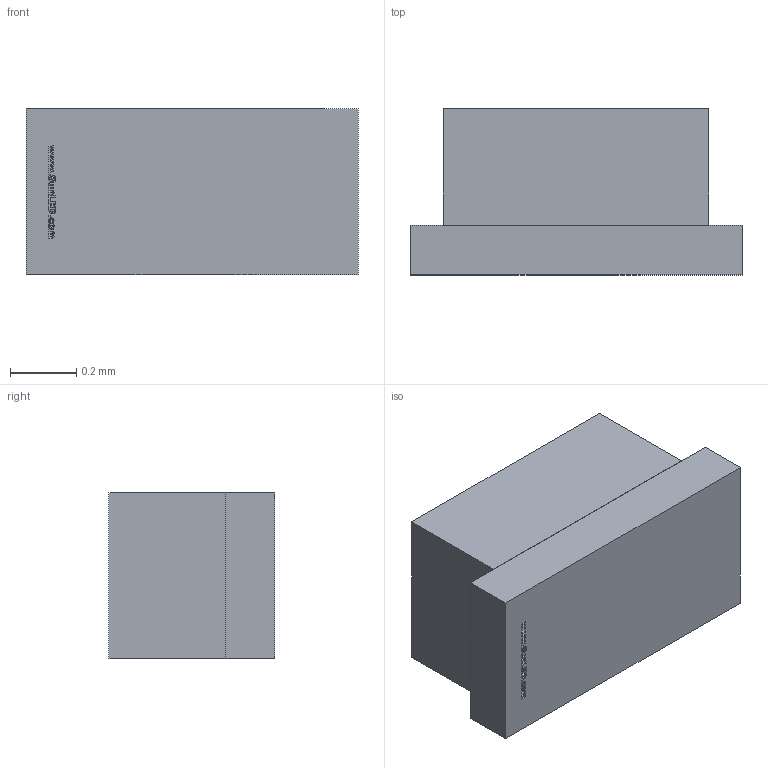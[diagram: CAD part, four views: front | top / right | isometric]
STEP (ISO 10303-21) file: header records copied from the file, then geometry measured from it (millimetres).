
FILE_DESCRIPTION (( 'STEP AP214' ), '1' );
FILE_NAME ('XZxx68x-2.STEP', '2015-09-10T17:45:30', ( '' ), ( '' ), 'SwSTEP 2.0', 'SolidWorks 2012', '' );
FILE_SCHEMA (( 'AUTOMOTIVE_DESIGN' ));
Length unit declared in the file: millimetre
Products named in the file (1): XZxx68x-2
Bounding box: 1 x 0.5 x 0.5 mm (x, y, z)
Volume: 0.2 mm3; surface area: 3.2 mm2
Topology: 2 solids, 2 shells, 202 faces, 546 edges, 364 vertices
Faces by surface type: plane 134, bspline 68
Entity records: 11057 total; most frequent: CARTESIAN_POINT 4325, ORIENTED_EDGE 1092, DIRECTION 680, EDGE_CURVE 546, LINE 410, VECTOR 410, VERTEX_POINT 364, EDGE_LOOP 218
